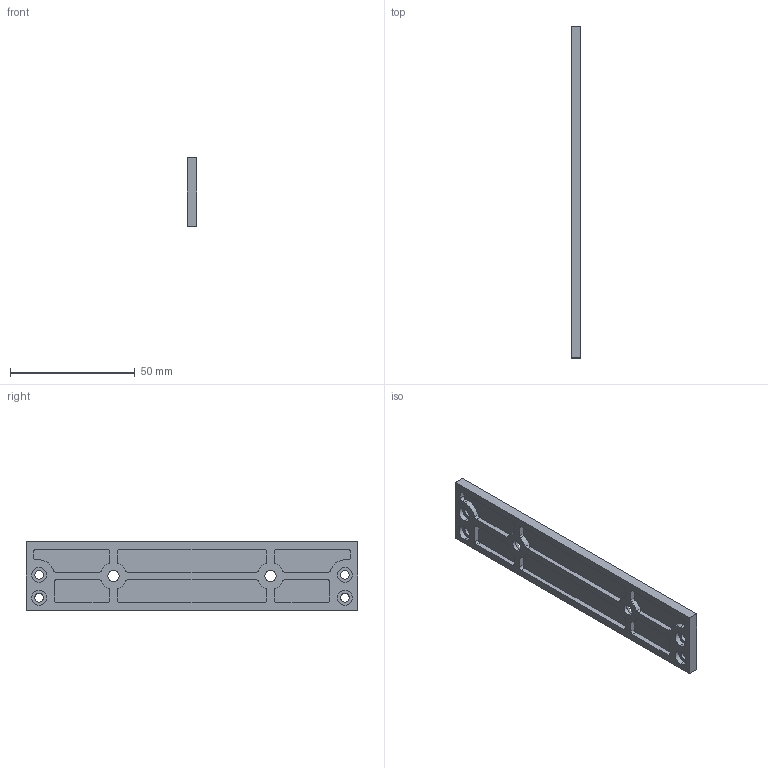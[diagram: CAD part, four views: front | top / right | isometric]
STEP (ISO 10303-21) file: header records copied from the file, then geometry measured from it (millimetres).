
FILE_DESCRIPTION (( 'STEP AP214' ), '1' );
FILE_NAME ('Bracket 3U.STEP', '2020-10-17T23:25:10', ( '' ), ( '' ), 'SwSTEP 2.0', 'SolidWorks 2019', '' );
FILE_SCHEMA (( 'AUTOMOTIVE_DESIGN' ));
Length unit declared in the file: millimetre
Products named in the file (1): Bracket 3U
Bounding box: 4 x 133 x 27.4 mm (x, y, z)
Volume: 10165.1 mm3; surface area: 9820.9 mm2
Topology: 1 solids, 1 shells, 110 faces, 290 edges, 192 vertices
Faces by surface type: cylinder 64, plane 42, cone 4
Entity records: 3512 total; most frequent: DIRECTION 644, CARTESIAN_POINT 593, ORIENTED_EDGE 580, EDGE_CURVE 290, AXIS2_PLACEMENT_3D 243, VERTEX_POINT 192, LINE 158, VECTOR 158
